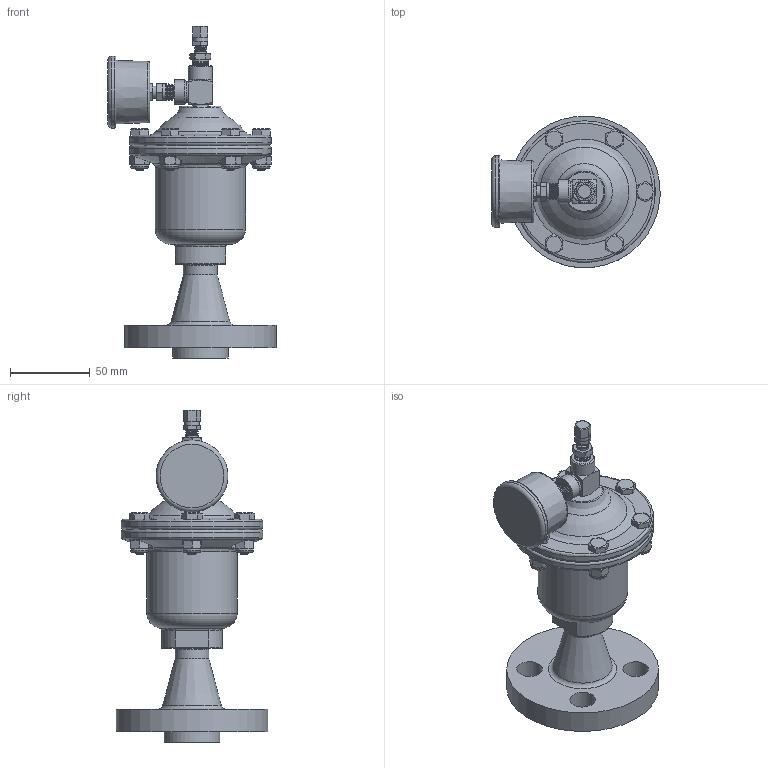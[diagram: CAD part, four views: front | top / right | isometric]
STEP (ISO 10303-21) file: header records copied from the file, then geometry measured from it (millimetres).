
FILE_DESCRIPTION((''),'2;1');
FILE_NAME('APHIF-ALLOY-WN_R0.ipt.stp','2017-07-10T09:51:47',(''),(''),'Autodesk Inventor 2009','Autodesk Inventor 2009','');
FILE_SCHEMA(('AUTOMOTIVE_DESIGN { 1 0 10303 214 1 1 1 1 }'));
Length unit declared in the file: inch
Products named in the file (1): APHIF-ALLOY-WN_R0
Bounding box: 105.57 x 95.06 x 208.3 mm (x, y, z)
Volume: 287643.1 mm3; surface area: 83252.6 mm2
Topology: 1 solids, 1 shells, 655 faces, 1616 edges, 999 vertices
Faces by surface type: bspline 237, plane 210, cone 117, cylinder 67, torus 23, sphere 1
Full cylindrical faces by diameter (mm): 7.62 x2, 9.349 x1, 10.287 x3, 11.176 x6, 12.7 x1, 15.24 x2, 15.799 x1, 16.002 x4, 21.336 x1, 35.052 x1, 45.085 x1, 50.292 x1, 56.642 x1, 61.214 x2, 88.9 x2, 95.25 x1
Entity records: 27927 total; most frequent: CARTESIAN_POINT 14803, ORIENTED_EDGE 2816, DIRECTION 2063, EDGE_CURVE 1408, VERTEX_POINT 961, EDGE_LOOP 869, AXIS2_PLACEMENT_3D 817, FACE_OUTER_BOUND 655
